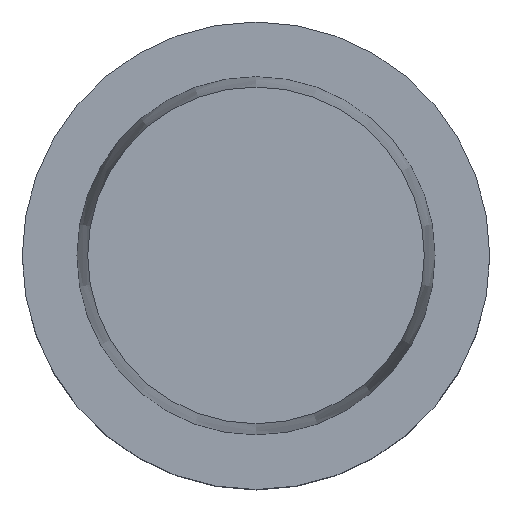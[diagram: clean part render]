
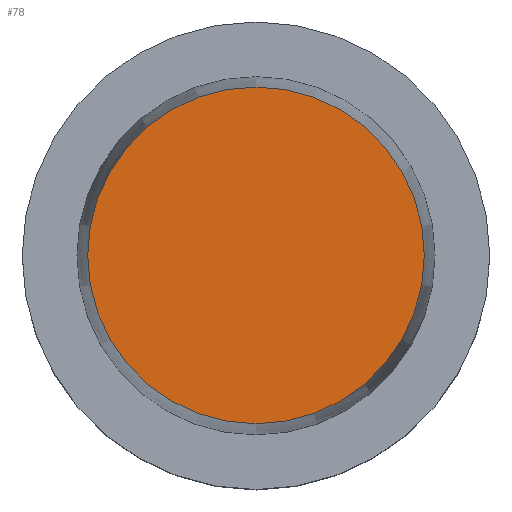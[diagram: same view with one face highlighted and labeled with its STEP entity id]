
A CAD part, top view. The second image highlights one B-rep face of the part: STEP entity #78.
In plain terms, the highlighted planar face has unit normal (0, 0, 1).
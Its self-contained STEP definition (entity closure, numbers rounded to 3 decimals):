
#78=ADVANCED_FACE('',(#100),#101,.T.);
#100=FACE_OUTER_BOUND('',#146,.T.);
#101=PLANE('',#147);
#146=EDGE_LOOP('',(#198));
#147=AXIS2_PLACEMENT_3D('',#199,#200,#201);
#198=ORIENTED_EDGE('',*,*,#265,.F.);
#199=CARTESIAN_POINT('',(0.,9.,25.0));
#200=DIRECTION('',(0.,0.,1.0));
#201=DIRECTION('',(0.,-1.0,0.));
#265=EDGE_CURVE('',#283,#283,#284,.T.);
#283=VERTEX_POINT('',#313);
#284=CIRCLE('',#314,18.);
#313=CARTESIAN_POINT('',(0.,18.,25.0));
#314=AXIS2_PLACEMENT_3D('',#346,#347,#348);
#346=CARTESIAN_POINT('',(0.,0.,25.0));
#347=DIRECTION('',(0.,0.,-1.0));
#348=DIRECTION('',(0.,1.0,0.));
